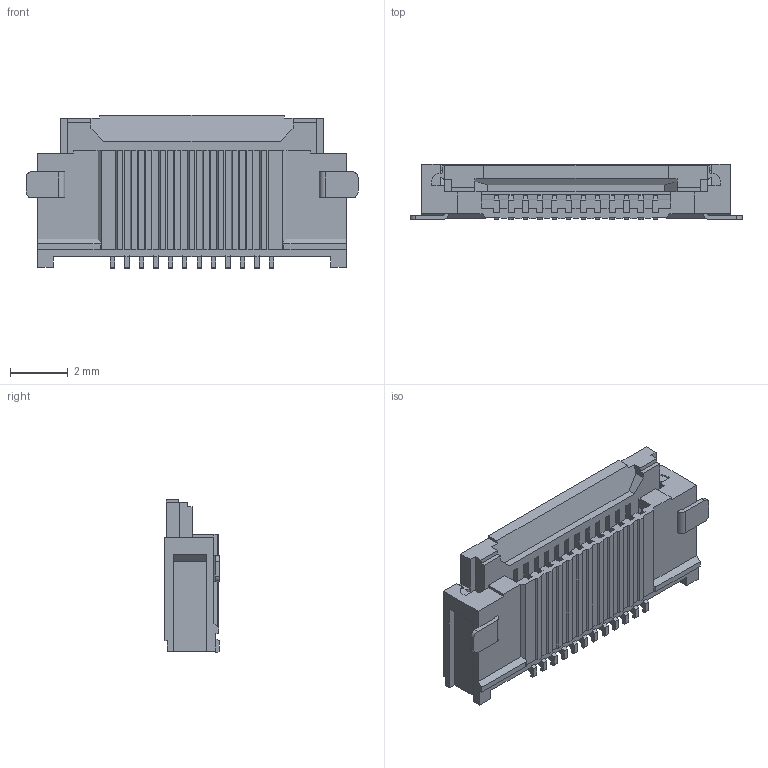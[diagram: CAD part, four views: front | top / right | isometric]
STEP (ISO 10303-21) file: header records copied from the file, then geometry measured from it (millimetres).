
FILE_DESCRIPTION((''),'2;1');
FILE_NAME('5051101292','2019-06-14T',('gga'),(''),'PRO/ENGINEER BY PARAMETRIC TECHNOLOGY CORPORATION, 2016010','PRO/ENGINEER BY PARAMETRIC TECHNOLOGY CORPORATION, 2016010','');
FILE_SCHEMA(('CONFIG_CONTROL_DESIGN'));
Length unit declared in the file: millimetre
Products named in the file (1): 5051101292
Bounding box: 11.5 x 1.9 x 5.3 mm (x, y, z)
Volume: 62.5 mm3; surface area: 277.9 mm2
Topology: 1 solids, 1 shells, 802 faces, 2362 edges, 1572 vertices
Faces by surface type: plane 690, cylinder 112
Entity records: 26254 total; most frequent: CARTESIAN_POINT 4688, ORIENTED_EDGE 4612, DIRECTION 4190, EDGE_CURVE 2306, VECTOR 2136, LINE 2136, VERTEX_POINT 1516, AXIS2_PLACEMENT_3D 1027
